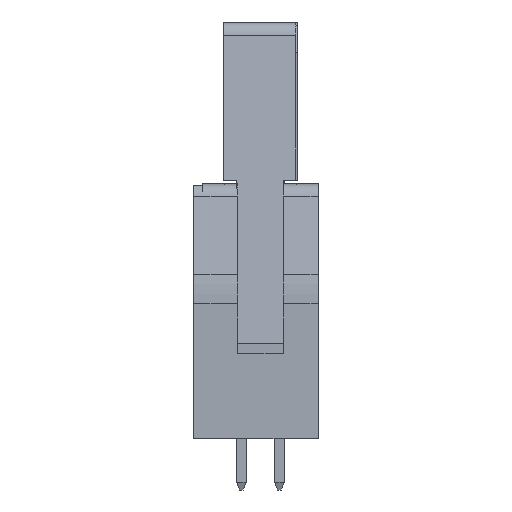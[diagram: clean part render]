
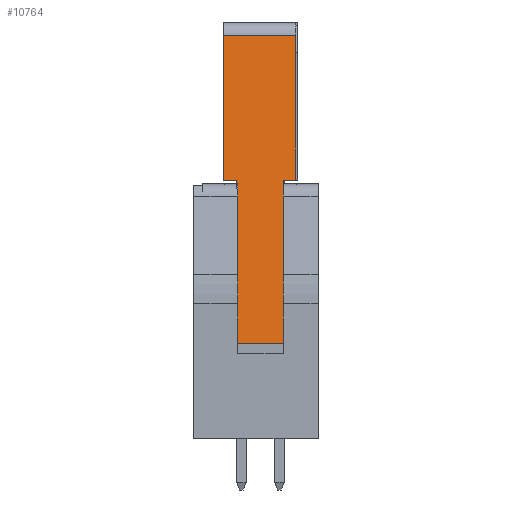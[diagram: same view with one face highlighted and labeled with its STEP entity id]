
A CAD part, left-side view. The second image highlights one B-rep face of the part: STEP entity #10764.
In plain terms, the highlighted face is planar.
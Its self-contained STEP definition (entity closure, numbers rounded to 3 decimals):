
#3140=ORIENTED_EDGE('',*,*,#4791,.T.);
#3141=ORIENTED_EDGE('',*,*,#4792,.F.);
#3142=ORIENTED_EDGE('',*,*,#4793,.T.);
#3143=ORIENTED_EDGE('',*,*,#4794,.T.);
#3144=ORIENTED_EDGE('',*,*,#4795,.F.);
#3145=ORIENTED_EDGE('',*,*,#4796,.F.);
#3146=ORIENTED_EDGE('',*,*,#4797,.T.);
#3147=ORIENTED_EDGE('',*,*,#4798,.F.);
#4791=EDGE_CURVE('',#5846,#5847,#7265,.T.);
#4792=EDGE_CURVE('',#5848,#5847,#7266,.T.);
#4793=EDGE_CURVE('',#5848,#5849,#7267,.F.);
#4794=EDGE_CURVE('',#5849,#5850,#7268,.T.);
#4795=EDGE_CURVE('',#5851,#5850,#7269,.T.);
#4796=EDGE_CURVE('',#5852,#5851,#7270,.T.);
#4797=EDGE_CURVE('',#5852,#5853,#7271,.T.);
#4798=EDGE_CURVE('',#5846,#5853,#7272,.T.);
#5846=VERTEX_POINT('',#16806);
#5847=VERTEX_POINT('',#16807);
#5848=VERTEX_POINT('',#16809);
#5849=VERTEX_POINT('',#16811);
#5850=VERTEX_POINT('',#16813);
#5851=VERTEX_POINT('',#16815);
#5852=VERTEX_POINT('',#16817);
#5853=VERTEX_POINT('',#16819);
#7265=LINE('',#16805,#8713);
#7266=LINE('',#16808,#8714);
#7267=LINE('',#16810,#8715);
#7268=LINE('',#16812,#8716);
#7269=LINE('',#16814,#8717);
#7270=LINE('',#16816,#8718);
#7271=LINE('',#16818,#8719);
#7272=LINE('',#16820,#8720);
#8713=VECTOR('',#13702,1000.);
#8714=VECTOR('',#13703,1000.);
#8715=VECTOR('',#13704,1000.);
#8716=VECTOR('',#13705,1000.);
#8717=VECTOR('',#13706,1000.);
#8718=VECTOR('',#13707,1000.);
#8719=VECTOR('',#13708,1000.);
#8720=VECTOR('',#13709,1000.);
#9308=EDGE_LOOP('',(#3140,#3141,#3142,#3143,#3144,#3145,#3146,#3147));
#9860=FACE_BOUND('',#9308,.T.);
#10312=PLANE('',#11315);
#10764=ADVANCED_FACE('',(#9860),#10312,.T.);
#11315=AXIS2_PLACEMENT_3D('',#16804,#13700,#13701);
#13700=DIRECTION('',(0.993,0.,0.117));
#13701=DIRECTION('',(0.117,0.,-0.993));
#13702=DIRECTION('',(0.,1.,0.));
#13703=DIRECTION('',(0.117,0.,-0.993));
#13704=DIRECTION('',(0.,1.,0.));
#13705=DIRECTION('',(0.117,0.,-0.993));
#13706=DIRECTION('',(0.,-1.,0.));
#13707=DIRECTION('',(-0.117,0.,0.993));
#13708=DIRECTION('',(0.,1.,0.));
#13709=DIRECTION('',(0.117,0.,-0.993));
#16804=CARTESIAN_POINT('',(2.,-2.4,14.274));
#16805=CARTESIAN_POINT('',(3.364,1.57,2.738));
#16806=CARTESIAN_POINT('',(3.364,1.57,2.738));
#16807=CARTESIAN_POINT('',(3.364,2.4,2.738));
#16808=CARTESIAN_POINT('',(2.,2.4,14.274));
#16809=CARTESIAN_POINT('',(2.221,2.4,12.403));
#16810=CARTESIAN_POINT('',(2.221,-2.4,12.403));
#16811=CARTESIAN_POINT('',(2.221,-2.4,12.403));
#16812=CARTESIAN_POINT('',(2.,-2.4,14.274));
#16813=CARTESIAN_POINT('',(3.364,-2.4,2.738));
#16814=CARTESIAN_POINT('',(3.364,-1.57,2.738));
#16815=CARTESIAN_POINT('',(3.364,-1.57,2.738));
#16816=CARTESIAN_POINT('',(3.364,-1.57,2.738));
#16817=CARTESIAN_POINT('',(4.65,-1.57,-8.145));
#16818=CARTESIAN_POINT('',(4.65,-2.4,-8.145));
#16819=CARTESIAN_POINT('',(4.65,1.57,-8.145));
#16820=CARTESIAN_POINT('',(3.364,1.57,2.738));
